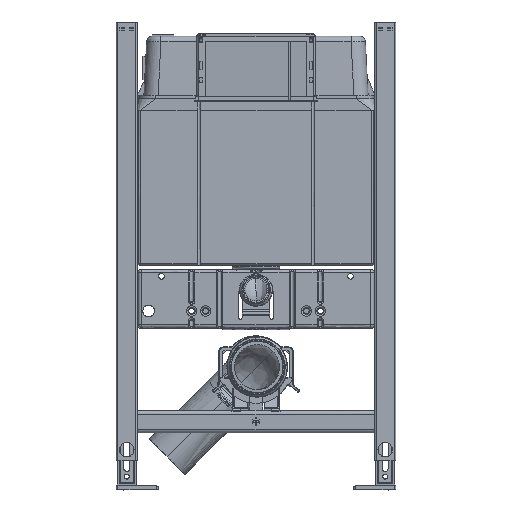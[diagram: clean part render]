
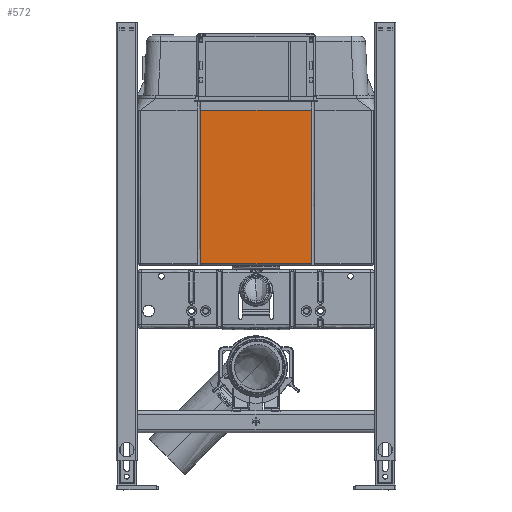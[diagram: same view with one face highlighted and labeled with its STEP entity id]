
A CAD part, front view. The second image highlights one B-rep face of the part: STEP entity #572.
In plain terms, the highlighted planar face has unit normal (0, -1, 0.002).
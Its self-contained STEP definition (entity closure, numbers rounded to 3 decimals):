
#572=ADVANCED_FACE('',(#3320),#43674,.T.);
#3320=FACE_OUTER_BOUND('',#6076,.T.);
#6076=EDGE_LOOP('',(#9884,#9885,#9886,#9887));
#9884=ORIENTED_EDGE('',*,*,#23740,.T.);
#9885=ORIENTED_EDGE('',*,*,#23741,.T.);
#9886=ORIENTED_EDGE('',*,*,#23742,.T.);
#9887=ORIENTED_EDGE('',*,*,#23743,.T.);
#23740=EDGE_CURVE('',#38081,#38082,#33361,.T.);
#23741=EDGE_CURVE('',#38082,#38083,#33362,.T.);
#23742=EDGE_CURVE('',#38083,#38084,#33363,.T.);
#23743=EDGE_CURVE('',#38084,#38081,#33364,.T.);
#33361=B_SPLINE_CURVE_WITH_KNOTS('',3,(#62757,#62758,#62759,#62760,#62761,
#62762),.UNSPECIFIED.,.F.,.F.,(4,1,1,4),(0.,0.333,0.667,
1.),.UNSPECIFIED.);
#33362=B_SPLINE_CURVE_WITH_KNOTS('',1,(#62763,#62764),.UNSPECIFIED.,.F.,
 .F.,(2,2),(0.,198.2),.UNSPECIFIED.);
#33363=B_SPLINE_CURVE_WITH_KNOTS('',3,(#62765,#62766,#62767,#62768,#62769,
#62770),.UNSPECIFIED.,.F.,.F.,(4,1,1,4),(0.,0.333,0.667,
1.),.UNSPECIFIED.);
#33364=B_SPLINE_CURVE_WITH_KNOTS('',1,(#62771,#62772),.UNSPECIFIED.,.F.,
 .F.,(2,2),(-198.287,0.),.UNSPECIFIED.);
#38081=VERTEX_POINT('',#62607);
#38082=VERTEX_POINT('',#62608);
#38083=VERTEX_POINT('',#62609);
#38084=VERTEX_POINT('',#62610);
#43674=PLANE('',#45172);
#45172=AXIS2_PLACEMENT_3D('',#61281,#46554,$);
#46554=DIRECTION('',(0.,-1.,0.002));
#61281=CARTESIAN_POINT('',(-119.098,-12.681,706.94));
#62607=CARTESIAN_POINT('',(-99.15,-12.731,679.327));
#62608=CARTESIAN_POINT('',(-99.106,-13.231,404.404));
#62609=CARTESIAN_POINT('',(99.094,-13.231,404.404));
#62610=CARTESIAN_POINT('',(99.137,-12.731,679.327));
#62757=CARTESIAN_POINT('',(-99.15,-12.731,679.327));
#62758=CARTESIAN_POINT('',(-99.14,-12.786,649.026));
#62759=CARTESIAN_POINT('',(-99.124,-12.897,588.261));
#62760=CARTESIAN_POINT('',(-99.11,-13.063,496.619));
#62761=CARTESIAN_POINT('',(-99.106,-13.175,435.197));
#62762=CARTESIAN_POINT('',(-99.106,-13.231,404.404));
#62763=CARTESIAN_POINT('',(-99.106,-13.231,404.404));
#62764=CARTESIAN_POINT('',(99.094,-13.231,404.404));
#62765=CARTESIAN_POINT('',(99.094,-13.231,404.404));
#62766=CARTESIAN_POINT('',(99.094,-13.175,435.197));
#62767=CARTESIAN_POINT('',(99.097,-13.063,496.619));
#62768=CARTESIAN_POINT('',(99.111,-12.897,588.261));
#62769=CARTESIAN_POINT('',(99.127,-12.786,649.026));
#62770=CARTESIAN_POINT('',(99.137,-12.731,679.327));
#62771=CARTESIAN_POINT('',(99.137,-12.731,679.327));
#62772=CARTESIAN_POINT('',(-99.15,-12.731,679.327));
